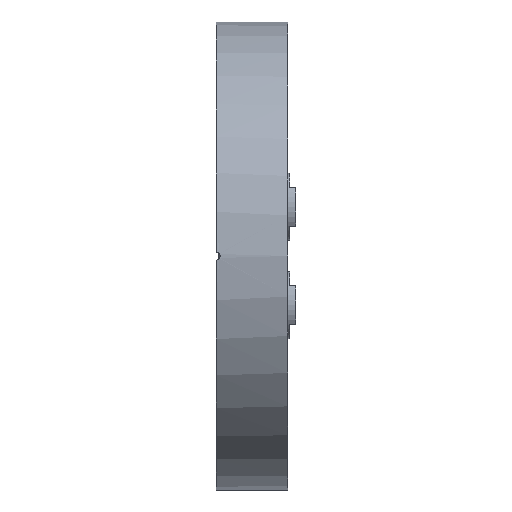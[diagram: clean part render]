
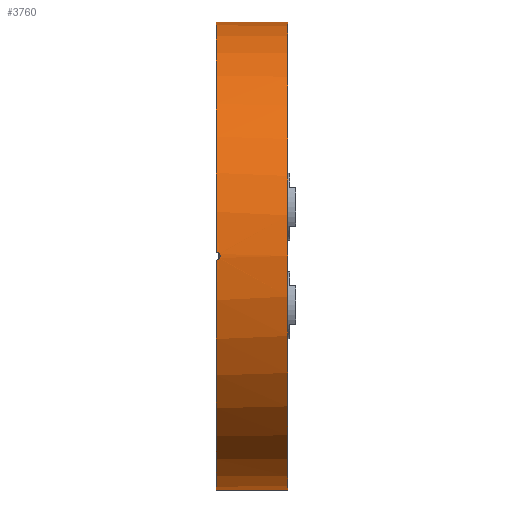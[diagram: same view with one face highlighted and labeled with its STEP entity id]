
A CAD part, left-side view. The second image highlights one B-rep face of the part: STEP entity #3760.
In plain terms, the highlighted cylindrical face has radius 57.15 mm (diameter 114.3 mm), a partial arc.
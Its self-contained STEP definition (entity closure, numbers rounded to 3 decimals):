
#95 = EDGE_CURVE ( 'NONE', #5381, #10452, #3804, .T. ) ;
#723 = ORIENTED_EDGE ( 'NONE', *, *, #9477, .T. ) ;
#1262 = DIRECTION ( 'NONE',  ( 0., 0., 1. ) ) ;
#1269 = ORIENTED_EDGE ( 'NONE', *, *, #95, .F. ) ;
#1403 = CARTESIAN_POINT ( 'NONE',  ( -57.148, -0.874, 0.503 ) ) ;
#1529 = CIRCLE ( 'NONE', #11970, 57.15 ) ;
#1609 = CARTESIAN_POINT ( 'NONE',  ( -57.142, -0.262, 0.974 ) ) ;
#1957 = AXIS2_PLACEMENT_3D ( 'NONE', #3385, #6528, #5651 ) ;
#2073 = VERTEX_POINT ( 'NONE', #12882 ) ;
#2470 = CARTESIAN_POINT ( 'NONE',  ( -57.141, -0.264, -1. ) ) ;
#2687 = CARTESIAN_POINT ( 'NONE',  ( -57.141, -0.132, 1. ) ) ;
#2752 = CARTESIAN_POINT ( 'NONE',  ( 0., 0., 0. ) ) ;
#3385 = CARTESIAN_POINT ( 'NONE',  ( 0., -17.5, 0. ) ) ;
#3682 = CARTESIAN_POINT ( 'NONE',  ( 0., -17.5, 57.15 ) ) ;
#3760 = ADVANCED_FACE ( 'NONE', ( #10916 ), #4667, .T. ) ;
#3804 = CIRCLE ( 'NONE', #11958, 57.15 ) ;
#4057 = ORIENTED_EDGE ( 'NONE', *, *, #13727, .F. ) ;
#4283 = CIRCLE ( 'NONE', #12209, 57.15 ) ;
#4408 = EDGE_LOOP ( 'NONE', ( #4057, #723, #6780, #10990, #7990, #1269 ) ) ;
#4667 = CYLINDRICAL_SURFACE ( 'NONE', #1957, 57.15 ) ;
#4760 = CARTESIAN_POINT ( 'NONE',  ( -57.148, -0.874, -0.503 ) ) ;
#4763 = EDGE_CURVE ( 'NONE', #2073, #9637, #1529, .T. ) ;
#4960 = DIRECTION ( 'NONE',  ( 0., 0., 1. ) ) ;
#5168 = VECTOR ( 'NONE', #13352, 1000. ) ;
#5381 = VERTEX_POINT ( 'NONE', #6930 ) ;
#5473 = VERTEX_POINT ( 'NONE', #5772 ) ;
#5555 = DIRECTION ( 'NONE',  ( 0., 1., 0. ) ) ;
#5651 = DIRECTION ( 'NONE',  ( 0., 0., 1. ) ) ;
#5772 = CARTESIAN_POINT ( 'NONE',  ( 0., -17.5, -57.15 ) ) ;
#5813 = CARTESIAN_POINT ( 'NONE',  ( -57.15, -1., -0.13 ) ) ;
#5962 = CARTESIAN_POINT ( 'NONE',  ( -57.143, -0.504, 0.874 ) ) ;
#6528 = DIRECTION ( 'NONE',  ( 0., 1., 0. ) ) ;
#6631 = DIRECTION ( 'NONE',  ( 0., 1., 0. ) ) ;
#6780 = ORIENTED_EDGE ( 'NONE', *, *, #8699, .T. ) ;
#6899 = CARTESIAN_POINT ( 'NONE',  ( -57.15, -0.974, -0.261 ) ) ;
#6930 = CARTESIAN_POINT ( 'NONE',  ( 0., 0., -57.15 ) ) ;
#6972 = CARTESIAN_POINT ( 'NONE',  ( -57.141, 0., -1. ) ) ;
#7048 = CARTESIAN_POINT ( 'NONE',  ( -57.143, -0.521, -0.893 ) ) ;
#7752 = VECTOR ( 'NONE', #13533, 1000. ) ;
#7820 = B_SPLINE_CURVE_WITH_KNOTS ( 'NONE', 3,
 ( #11283, #2687, #1609, #5962, #9326, #11149, #1403, #13498, #12285, #5813, #6899, #4760, #8265, #7048, #2470, #6972 ),
 .UNSPECIFIED., .F., .F.,
 ( 4, 2, 2, 2, 2, 2, 2, 4 ),
 ( 0., 0., 0.001, 0.001, 0.002, 0.002, 0.002, 0.003 ),
 .UNSPECIFIED. ) ;
#7908 = DIRECTION ( 'NONE',  ( 0., 1., 0. ) ) ;
#7990 = ORIENTED_EDGE ( 'NONE', *, *, #13192, .T. ) ;
#8118 = LINE ( 'NONE', #3682, #5168 ) ;
#8265 = CARTESIAN_POINT ( 'NONE',  ( -57.147, -0.801, -0.613 ) ) ;
#8699 = EDGE_CURVE ( 'NONE', #11162, #9637, #8118, .T. ) ;
#9011 = CARTESIAN_POINT ( 'NONE',  ( 0., -17.5, -57.15 ) ) ;
#9326 = CARTESIAN_POINT ( 'NONE',  ( -57.144, -0.615, 0.799 ) ) ;
#9477 = EDGE_CURVE ( 'NONE', #5473, #11162, #4283, .T. ) ;
#9637 = VERTEX_POINT ( 'NONE', #13226 ) ;
#9684 = CARTESIAN_POINT ( 'NONE',  ( 0., -17.5, 57.15 ) ) ;
#9695 = CARTESIAN_POINT ( 'NONE',  ( 0., -17.5, 0. ) ) ;
#9883 = CARTESIAN_POINT ( 'NONE',  ( 0., 0., 0. ) ) ;
#10452 = VERTEX_POINT ( 'NONE', #10498 ) ;
#10498 = CARTESIAN_POINT ( 'NONE',  ( -57.141, 0., -1. ) ) ;
#10916 = FACE_OUTER_BOUND ( 'NONE', #4408, .T. ) ;
#10990 = ORIENTED_EDGE ( 'NONE', *, *, #4763, .F. ) ;
#11149 = CARTESIAN_POINT ( 'NONE',  ( -57.147, -0.799, 0.615 ) ) ;
#11162 = VERTEX_POINT ( 'NONE', #9684 ) ;
#11250 = LINE ( 'NONE', #9011, #7752 ) ;
#11283 = CARTESIAN_POINT ( 'NONE',  ( -57.141, 0., 1. ) ) ;
#11958 = AXIS2_PLACEMENT_3D ( 'NONE', #9883, #6631, #1262 ) ;
#11970 = AXIS2_PLACEMENT_3D ( 'NONE', #2752, #7908, #4960 ) ;
#12209 = AXIS2_PLACEMENT_3D ( 'NONE', #9695, #5555, #14009 ) ;
#12285 = CARTESIAN_POINT ( 'NONE',  ( -57.15, -1., 0.131 ) ) ;
#12882 = CARTESIAN_POINT ( 'NONE',  ( -57.141, 0., 1. ) ) ;
#13192 = EDGE_CURVE ( 'NONE', #2073, #10452, #7820, .T. ) ;
#13226 = CARTESIAN_POINT ( 'NONE',  ( 0., 0., 57.15 ) ) ;
#13352 = DIRECTION ( 'NONE',  ( 0., 1., 0. ) ) ;
#13498 = CARTESIAN_POINT ( 'NONE',  ( -57.15, -0.974, 0.263 ) ) ;
#13533 = DIRECTION ( 'NONE',  ( 0., 1., 0. ) ) ;
#13727 = EDGE_CURVE ( 'NONE', #5473, #5381, #11250, .T. ) ;
#14009 = DIRECTION ( 'NONE',  ( 0., 0., 1. ) ) ;
